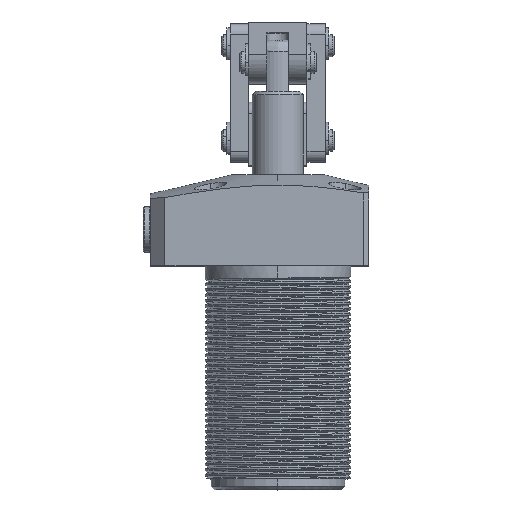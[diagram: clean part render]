
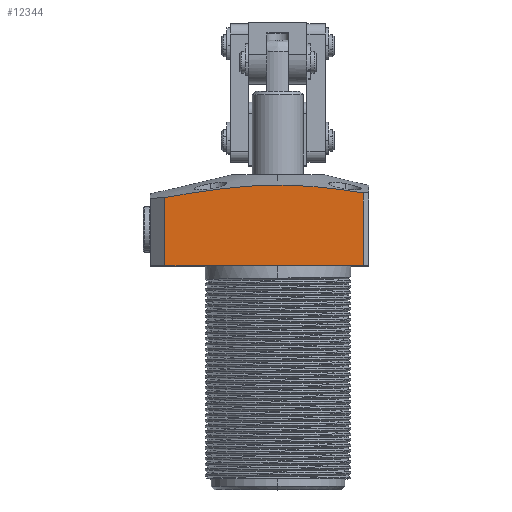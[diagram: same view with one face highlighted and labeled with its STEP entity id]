
A CAD part, top view. The second image highlights one B-rep face of the part: STEP entity #12344.
In plain terms, the highlighted planar face has unit normal (0, 0, 1).
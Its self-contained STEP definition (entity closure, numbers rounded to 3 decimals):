
#1770 = EDGE_CURVE ( 'NONE', #9937, #17665, #28957, .T. ) ;
#1904 = ORIENTED_EDGE ( 'NONE', *, *, #1770, .F. ) ;
#2507 = VECTOR ( 'NONE', #3223, 1000. ) ;
#3223 = DIRECTION ( 'NONE',  ( 0., -1., 0. ) ) ;
#3321 = DIRECTION ( 'NONE',  ( 0., 0., 1. ) ) ;
#3385 = CARTESIAN_POINT ( 'NONE',  ( -26., 0., 25. ) ) ;
#4117 = VERTEX_POINT ( 'NONE', #49073 ) ;
#4793 = CARTESIAN_POINT ( 'NONE',  ( -5.409, 21.718, 25. ) ) ;
#4974 = CARTESIAN_POINT ( 'NONE',  ( 28.5, 20.022, 25. ) ) ;
#5623 = CARTESIAN_POINT ( 'NONE',  ( 28.5, 0., 25. ) ) ;
#6102 = EDGE_CURVE ( 'NONE', #4117, #52125, #53126, .T. ) ;
#8611 = CARTESIAN_POINT ( 'NONE',  ( -30., 0., 25. ) ) ;
#9937 = VERTEX_POINT ( 'NONE', #16588 ) ;
#9947 = CARTESIAN_POINT ( 'NONE',  ( 2.385, 22.172, 25. ) ) ;
#10614 = ORIENTED_EDGE ( 'NONE', *, *, #11373, .T. ) ;
#11373 = EDGE_CURVE ( 'NONE', #52125, #22403, #57289, .T. ) ;
#12344 = ADVANCED_FACE ( 'NONE', ( #40738 ), #28615, .T. ) ;
#12885 = DIRECTION ( 'NONE',  ( 0., -1., 0. ) ) ;
#16588 = CARTESIAN_POINT ( 'NONE',  ( 5., 22.172, 25. ) ) ;
#17639 = CARTESIAN_POINT ( 'NONE',  ( -26., 0., 25. ) ) ;
#17665 = VERTEX_POINT ( 'NONE', #4974 ) ;
#19953 = B_SPLINE_CURVE_WITH_KNOTS ( 'NONE', 3,
 ( #44326, #50098, #60249, #30063, #65287, #35129, #4793, #40192, #9947, #45242 ),
 .UNSPECIFIED., .F., .F.,
 ( 4, 2, 2, 2, 4 ),
 ( -0.031, -0.023, -0.016, -0.008, 0. ),
 .UNSPECIFIED. ) ;
#22403 = VERTEX_POINT ( 'NONE', #5623 ) ;
#23555 = CARTESIAN_POINT ( 'NONE',  ( 28.5, 20.022, 25. ) ) ;
#23567 = CARTESIAN_POINT ( 'NONE',  ( 24.607, 20.638, 25. ) ) ;
#23620 = CARTESIAN_POINT ( 'NONE',  ( 20.707, 21.176, 25. ) ) ;
#23631 = CARTESIAN_POINT ( 'NONE',  ( 14.835, 21.755, 25. ) ) ;
#23709 = CARTESIAN_POINT ( 'NONE',  ( 12.875, 21.908, 25. ) ) ;
#23764 = CARTESIAN_POINT ( 'NONE',  ( 5., 22.172, 25. ) ) ;
#23977 = CARTESIAN_POINT ( 'NONE',  ( 6.975, 22.172, 25. ) ) ;
#24402 = CARTESIAN_POINT ( 'NONE',  ( 8.944, 22.117, 25. ) ) ;
#28615 = PLANE ( 'NONE',  #33055 ) ;
#28957 = B_SPLINE_CURVE_WITH_KNOTS ( 'NONE', 3,
 ( #23764, #23977, #24402, #23709, #23631, #23620, #23567, #23555 ),
 .UNSPECIFIED., .F., .F.,
 ( 4, 2, 2, 4 ),
 ( 0., 0.006, 0.012, 0.024 ),
 .UNSPECIFIED. ) ;
#30063 = CARTESIAN_POINT ( 'NONE',  ( -15.729, 20.458, 25. ) ) ;
#31141 = EDGE_LOOP ( 'NONE', ( #55002, #1904, #38866, #49075, #10614 ) ) ;
#33055 = AXIS2_PLACEMENT_3D ( 'NONE', #38310, #3321, #38745 ) ;
#35129 = CARTESIAN_POINT ( 'NONE',  ( -7.995, 21.458, 25. ) ) ;
#35349 = LINE ( 'NONE', #48138, #47186 ) ;
#38310 = CARTESIAN_POINT ( 'NONE',  ( -30., 0., 25. ) ) ;
#38745 = DIRECTION ( 'NONE',  ( 1., 0., 0. ) ) ;
#38866 = ORIENTED_EDGE ( 'NONE', *, *, #57083, .F. ) ;
#38875 = DIRECTION ( 'NONE',  ( 1., 0., 0. ) ) ;
#40192 = CARTESIAN_POINT ( 'NONE',  ( -0.219, 22.075, 25. ) ) ;
#40738 = FACE_OUTER_BOUND ( 'NONE', #31141, .T. ) ;
#44326 = CARTESIAN_POINT ( 'NONE',  ( -26., 18.749, 25. ) ) ;
#45242 = CARTESIAN_POINT ( 'NONE',  ( 5., 22.172, 25. ) ) ;
#47186 = VECTOR ( 'NONE', #12885, 1000. ) ;
#48138 = CARTESIAN_POINT ( 'NONE',  ( 28.5, 10.011, 25. ) ) ;
#49073 = CARTESIAN_POINT ( 'NONE',  ( -26., 18.749, 25. ) ) ;
#49075 = ORIENTED_EDGE ( 'NONE', *, *, #6102, .T. ) ;
#50098 = CARTESIAN_POINT ( 'NONE',  ( -23.436, 19.21, 25. ) ) ;
#51497 = EDGE_CURVE ( 'NONE', #17665, #22403, #35349, .T. ) ;
#52125 = VERTEX_POINT ( 'NONE', #17639 ) ;
#53126 = LINE ( 'NONE', #3385, #2507 ) ;
#55002 = ORIENTED_EDGE ( 'NONE', *, *, #51497, .F. ) ;
#57083 = EDGE_CURVE ( 'NONE', #4117, #9937, #19953, .T. ) ;
#57289 = LINE ( 'NONE', #8611, #60403 ) ;
#60249 = CARTESIAN_POINT ( 'NONE',  ( -20.87, 19.649, 25. ) ) ;
#60403 = VECTOR ( 'NONE', #38875, 1000. ) ;
#65287 = CARTESIAN_POINT ( 'NONE',  ( -13.155, 20.828, 25. ) ) ;
